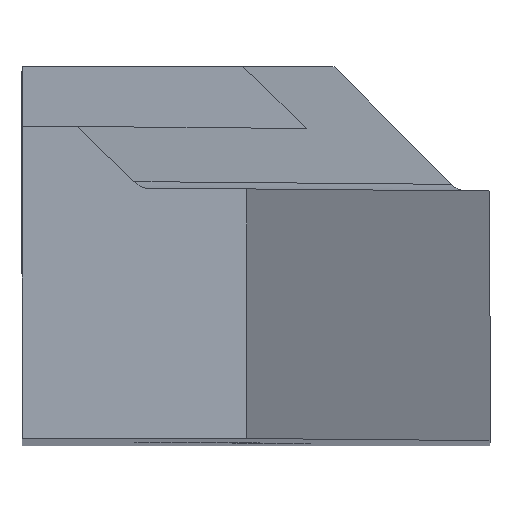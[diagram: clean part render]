
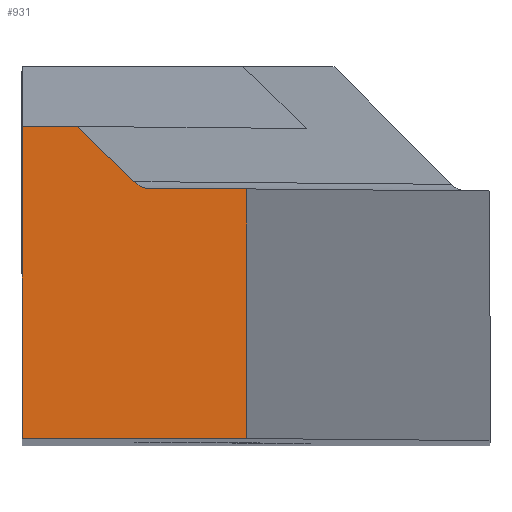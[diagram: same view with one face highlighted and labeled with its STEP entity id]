
A CAD part, top view. The second image highlights one B-rep face of the part: STEP entity #931.
In plain terms, the highlighted planar face has unit normal (0, 0, 1).
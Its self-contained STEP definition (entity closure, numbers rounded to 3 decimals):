
#8 = CARTESIAN_POINT ( 'NONE',  ( -1., -5., 85. ) ) ;
#17 = DIRECTION ( 'NONE',  ( 0., -1., 0. ) ) ;
#42 = VERTEX_POINT ( 'NONE', #277 ) ;
#45 = CARTESIAN_POINT ( 'NONE',  ( -4.792, 5., 85. ) ) ;
#47 = ORIENTED_EDGE ( 'NONE', *, *, #81, .F. ) ;
#48 = LINE ( 'NONE', #119, #609 ) ;
#51 = DIRECTION ( 'NONE',  ( -1., 0., 0. ) ) ;
#81 = EDGE_CURVE ( 'NONE', #248, #627, #362, .T. ) ;
#100 = LINE ( 'NONE', #767, #968 ) ;
#119 = CARTESIAN_POINT ( 'NONE',  ( 0., 5., 85. ) ) ;
#140 = EDGE_CURVE ( 'NONE', #844, #699, #357, .T. ) ;
#169 = EDGE_LOOP ( 'NONE', ( #47, #551, #927, #401, #815, #906, #564 ) ) ;
#193 = CARTESIAN_POINT ( 'NONE',  ( 0., 0., 85. ) ) ;
#211 = CARTESIAN_POINT ( 'NONE',  ( -10., 7.5, 85. ) ) ;
#215 = LINE ( 'NONE', #211, #301 ) ;
#216 = VERTEX_POINT ( 'NONE', #596 ) ;
#230 = LINE ( 'NONE', #441, #911 ) ;
#248 = VERTEX_POINT ( 'NONE', #8 ) ;
#277 = CARTESIAN_POINT ( 'NONE',  ( -10., 7.5, 85. ) ) ;
#287 = DIRECTION ( 'NONE',  ( -1., 0., 0. ) ) ;
#301 = VECTOR ( 'NONE', #287, 1000. ) ;
#349 = DIRECTION ( 'NONE',  ( 0., 0., 1. ) ) ;
#357 = LINE ( 'NONE', #431, #477 ) ;
#362 = LINE ( 'NONE', #809, #830 ) ;
#401 = ORIENTED_EDGE ( 'NONE', *, *, #507, .T. ) ;
#430 = CARTESIAN_POINT ( 'NONE',  ( -10., -5., 85. ) ) ;
#431 = CARTESIAN_POINT ( 'NONE',  ( -0.055, -0.056, 85. ) ) ;
#441 = CARTESIAN_POINT ( 'NONE',  ( -10., 10., 85. ) ) ;
#469 = EDGE_CURVE ( 'NONE', #248, #631, #100, .T. ) ;
#477 = VECTOR ( 'NONE', #956, 1000. ) ;
#499 = CARTESIAN_POINT ( 'NONE',  ( -5.32, 5.103, 85. ) ) ;
#507 = EDGE_CURVE ( 'NONE', #216, #844, #756, .T. ) ;
#537 = CARTESIAN_POINT ( 'NONE',  ( -7.766, 7.5, 85. ) ) ;
#551 = ORIENTED_EDGE ( 'NONE', *, *, #469, .T. ) ;
#564 = ORIENTED_EDGE ( 'NONE', *, *, #645, .T. ) ;
#577 = CARTESIAN_POINT ( 'NONE',  ( -5.514, 5.293, 85. ) ) ;
#596 = CARTESIAN_POINT ( 'NONE',  ( -4.792, 5., 85. ) ) ;
#609 = VECTOR ( 'NONE', #721, 1000. ) ;
#616 = CARTESIAN_POINT ( 'NONE',  ( -1., 5., 85. ) ) ;
#627 = VERTEX_POINT ( 'NONE', #430 ) ;
#631 = VERTEX_POINT ( 'NONE', #616 ) ;
#645 = EDGE_CURVE ( 'NONE', #42, #627, #230, .T. ) ;
#657 = CARTESIAN_POINT ( 'NONE',  ( -5.514, 5.293, 85. ) ) ;
#699 = VERTEX_POINT ( 'NONE', #537 ) ;
#718 = AXIS2_PLACEMENT_3D ( 'NONE', #193, #349, #873 ) ;
#721 = DIRECTION ( 'NONE',  ( -1., 0., 0. ) ) ;
#756 =( BOUNDED_CURVE ( )  B_SPLINE_CURVE ( 3, ( #45, #886, #499, #657 ),
 .UNSPECIFIED., .F., .F. ) 
 B_SPLINE_CURVE_WITH_KNOTS ( ( 4, 4 ),
 ( 1.571, 2.356 ),
 .UNSPECIFIED. ) 
 CURVE ( )  GEOMETRIC_REPRESENTATION_ITEM ( )  RATIONAL_B_SPLINE_CURVE ( ( 1., 0.949, 0.949, 1. ) ) 
 REPRESENTATION_ITEM ( '' )  );
#757 = EDGE_CURVE ( 'NONE', #631, #216, #48, .T. ) ;
#766 = FACE_OUTER_BOUND ( 'NONE', #169, .T. ) ;
#767 = CARTESIAN_POINT ( 'NONE',  ( -1., -60., 85. ) ) ;
#778 = DIRECTION ( 'NONE',  ( 0., 1., 0. ) ) ;
#783 = EDGE_CURVE ( 'NONE', #699, #42, #215, .T. ) ;
#799 = PLANE ( 'NONE',  #718 ) ;
#809 = CARTESIAN_POINT ( 'NONE',  ( -10., -5., 85. ) ) ;
#815 = ORIENTED_EDGE ( 'NONE', *, *, #140, .T. ) ;
#830 = VECTOR ( 'NONE', #51, 1000. ) ;
#844 = VERTEX_POINT ( 'NONE', #577 ) ;
#873 = DIRECTION ( 'NONE',  ( 1., 0., 0. ) ) ;
#886 = CARTESIAN_POINT ( 'NONE',  ( -5.067, 5., 85. ) ) ;
#906 = ORIENTED_EDGE ( 'NONE', *, *, #783, .T. ) ;
#911 = VECTOR ( 'NONE', #17, 1000. ) ;
#927 = ORIENTED_EDGE ( 'NONE', *, *, #757, .T. ) ;
#931 = ADVANCED_FACE ( 'NONE', ( #766 ), #799, .T. ) ;
#956 = DIRECTION ( 'NONE',  ( -0.714, 0.7, 0. ) ) ;
#968 = VECTOR ( 'NONE', #778, 1000. ) ;
